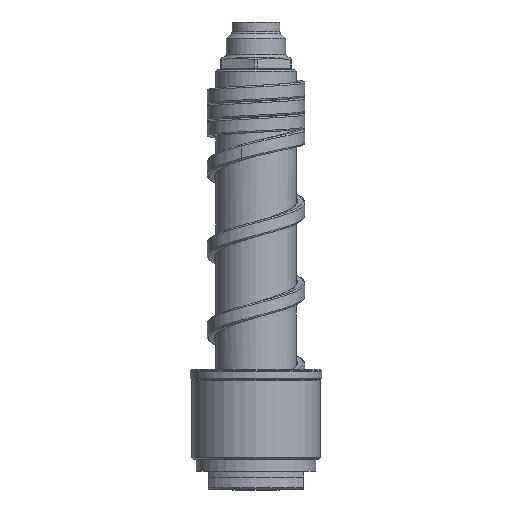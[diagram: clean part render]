
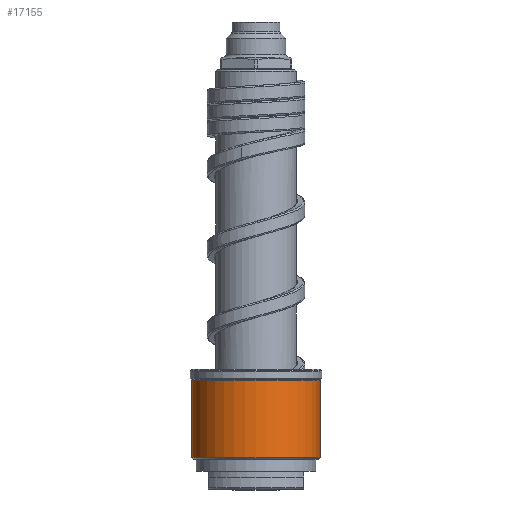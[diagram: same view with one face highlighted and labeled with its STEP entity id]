
A CAD part, front view. The second image highlights one B-rep face of the part: STEP entity #17155.
In plain terms, the highlighted cylindrical face has radius 21.5 mm (diameter 43 mm), a partial arc.
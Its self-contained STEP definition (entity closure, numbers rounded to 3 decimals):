
#6592=CARTESIAN_POINT('',(0.,0.,10.583));
#6593=DIRECTION('',(0.,0.,1.));
#6594=DIRECTION('',(-1.,0.,0.));
#6595=AXIS2_PLACEMENT_3D('',#6592,#6593,#6594);
#6597=DIRECTION('',(0.,0.,-1.));
#6598=VECTOR('',#6597,25.834);
#6599=CARTESIAN_POINT('',(-21.5,0.,36.417));
#6600=LINE('',#6599,#6598);
#6601=CARTESIAN_POINT('',(0.,0.,36.417));
#6602=DIRECTION('',(0.,0.,1.));
#6603=DIRECTION('',(-1.,0.,0.));
#6604=AXIS2_PLACEMENT_3D('',#6601,#6602,#6603);
#6606=DIRECTION('',(0.,0.,-1.));
#6607=VECTOR('',#6606,25.834);
#6608=CARTESIAN_POINT('',(21.5,0.,36.417));
#6609=LINE('',#6608,#6607);
#6950=CARTESIAN_POINT('',(21.5,0.,36.417));
#6951=CARTESIAN_POINT('',(-21.5,0.,36.417));
#6952=VERTEX_POINT('',#6950);
#6953=VERTEX_POINT('',#6951);
#6976=CARTESIAN_POINT('',(21.5,0.,10.583));
#6977=VERTEX_POINT('',#6976);
#6978=CARTESIAN_POINT('',(-21.5,0.,10.583));
#6979=VERTEX_POINT('',#6978);
#17143=CARTESIAN_POINT('',(0.,0.,8.5));
#17144=DIRECTION('',(0.,0.,1.));
#17145=DIRECTION('',(-1.,0.,0.));
#17146=AXIS2_PLACEMENT_3D('',#17143,#17144,#17145);
#17147=CYLINDRICAL_SURFACE('',#17146,21.5);
#17148=ORIENTED_EDGE('',*,*,#14748,.F.);
#17149=ORIENTED_EDGE('',*,*,#14729,.F.);
#17151=ORIENTED_EDGE('',*,*,#17150,.T.);
#17152=ORIENTED_EDGE('',*,*,#14725,.T.);
#17153=EDGE_LOOP('',(#17148,#17149,#17151,#17152));
#17154=FACE_OUTER_BOUND('',#17153,.F.);
#6596=CIRCLE('',#6595,21.5);
#6605=CIRCLE('',#6604,21.5);
#14725=EDGE_CURVE('',#6952,#6977,#6609,.T.);
#14729=EDGE_CURVE('',#6953,#6979,#6600,.T.);
#14748=EDGE_CURVE('',#6979,#6977,#6596,.T.);
#17150=EDGE_CURVE('',#6953,#6952,#6605,.T.);
#17155=ADVANCED_FACE('',(#17154),#17147,.T.);
